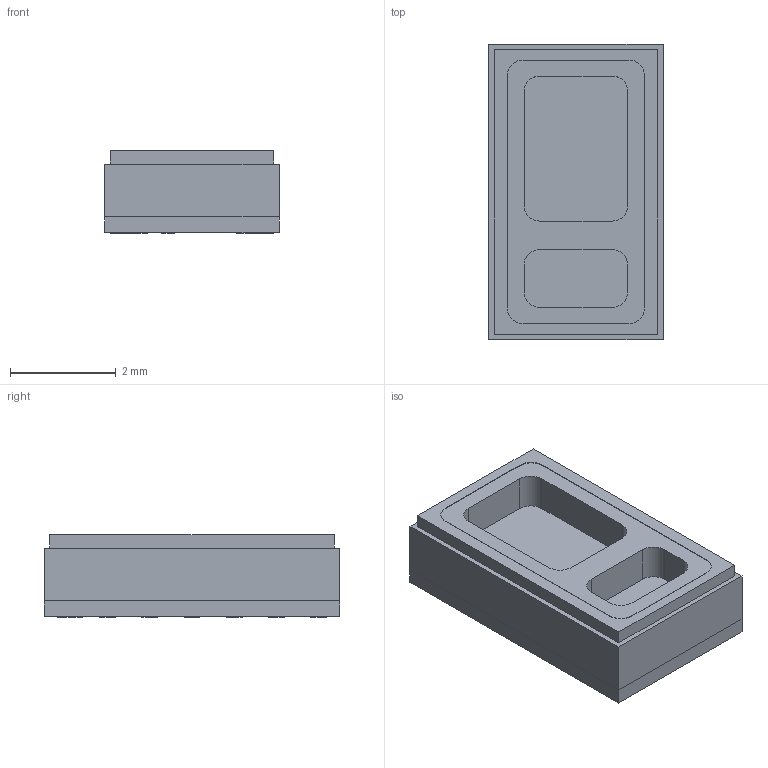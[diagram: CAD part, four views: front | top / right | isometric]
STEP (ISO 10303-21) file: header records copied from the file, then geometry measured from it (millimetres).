
FILE_DESCRIPTION(('FreeCAD Model'),'2;1');
FILE_NAME('Open CASCADE Shape Model','2024-06-18T13:29:59',(''),(''), 'Open CASCADE STEP processor 7.6','FreeCAD','Unknown');
FILE_SCHEMA(('AUTOMOTIVE_DESIGN { 1 0 10303 214 1 1 1 1 }'));
Length unit declared in the file: millimetre
Products named in the file (17): OESIP-14_L5.6-W3.3-P0.80-TL; COMPOUND031; COMPOUND016; COMPOUND017; COMPOUND018; COMPOUND019; COMPOUND020; COMPOUND021; COMPOUND022; COMPOUND023; COMPOUND024; COMPOUND025; COMPOUND026; COMPOUND027; COMPOUND028; COMPOUND029; COMPOUND030
Assembly tree (16 placements, depth 3):
  OESIP-14_L5.6-W3.3-P0.80-TL
    COMPOUND031
      COMPOUND016
      COMPOUND017
      COMPOUND018
      COMPOUND019
      COMPOUND020
      COMPOUND021
      COMPOUND022
      COMPOUND023
      COMPOUND024
      COMPOUND025
      COMPOUND026
      COMPOUND027
      COMPOUND028
      COMPOUND029
      COMPOUND030
Bounding box: 3.3 x 5.6 x 1.56 mm (x, y, z)
Volume: 23 mm3; surface area: 112.2 mm2
Topology: 15 solids, 15 shells, 413 faces, 1065 edges, 710 vertices
Faces by surface type: plane 283, bspline 112, cylinder 18
Entity records: 15373 total; most frequent: CARTESIAN_POINT 4309, ORIENTED_EDGE 2130, DIRECTION 1509, EDGE_CURVE 1065, LINE 801, VECTOR 801, VERTEX_POINT 710, FACE_BOUND 453
